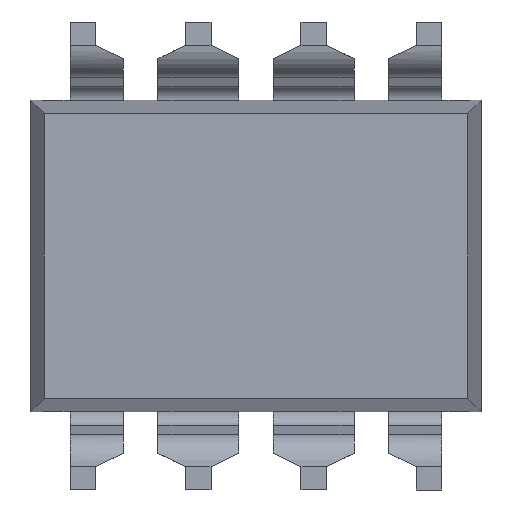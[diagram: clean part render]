
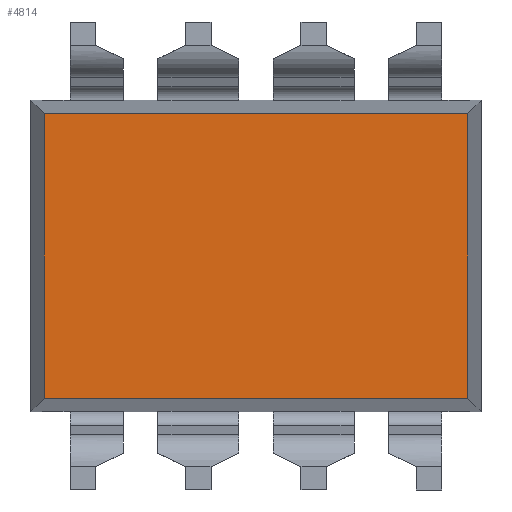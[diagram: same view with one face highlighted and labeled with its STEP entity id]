
A CAD part, front view. The second image highlights one B-rep face of the part: STEP entity #4814.
In plain terms, the highlighted planar face has unit normal (0, -1, 0).
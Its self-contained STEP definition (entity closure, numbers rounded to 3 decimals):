
#938 = DIRECTION ( 'NONE',  ( -1., 0., 0. ) ) ;
#939 = VECTOR ( 'NONE', #938, 1000. ) ;
#940 = CARTESIAN_POINT ( 'NONE',  ( -4.955, 0.51, 3.13 ) ) ;
#941 = LINE ( 'NONE', #940, #939 ) ;
#942 = CARTESIAN_POINT ( 'NONE',  ( -4.655, 0.51, 3.13 ) ) ;
#968 = CARTESIAN_POINT ( 'NONE',  ( 4.655, 0.51, 3.13 ) ) ;
#990 = DIRECTION ( 'NONE',  ( 0., 0., -1. ) ) ;
#991 = DIRECTION ( 'NONE',  ( 0., -1., 0. ) ) ;
#1019 = CARTESIAN_POINT ( 'NONE',  ( 4.955, 0.51, -3.43 ) ) ;
#1020 = AXIS2_PLACEMENT_3D ( 'NONE', #1019, #991, #990 ) ;
#1022 = PLANE ( 'NONE',  #1020 ) ;
#1037 = FACE_OUTER_BOUND ( 'NONE', #4815, .T. ) ;
#1096 = DIRECTION ( 'NONE',  ( 0., 0., 1. ) ) ;
#1097 = VECTOR ( 'NONE', #1096, 1000. ) ;
#1098 = CARTESIAN_POINT ( 'NONE',  ( 4.655, 0.51, 3.43 ) ) ;
#1099 = LINE ( 'NONE', #1098, #1097 ) ;
#1205 = DIRECTION ( 'NONE',  ( 0., 0., -1. ) ) ;
#1206 = VECTOR ( 'NONE', #1205, 1000. ) ;
#1207 = CARTESIAN_POINT ( 'NONE',  ( -4.655, 0.51, -3.43 ) ) ;
#1208 = LINE ( 'NONE', #1207, #1206 ) ;
#1297 = CARTESIAN_POINT ( 'NONE',  ( -4.655, 0.51, -3.13 ) ) ;
#1298 = DIRECTION ( 'NONE',  ( 1., 0., 0. ) ) ;
#1299 = VECTOR ( 'NONE', #1298, 1000. ) ;
#1300 = CARTESIAN_POINT ( 'NONE',  ( 4.955, 0.51, -3.13 ) ) ;
#1301 = LINE ( 'NONE', #1300, #1299 ) ;
#1302 = CARTESIAN_POINT ( 'NONE',  ( 4.655, 0.51, -3.13 ) ) ;
#4742 = VERTEX_POINT ( 'NONE', #968 ) ;
#4746 = ORIENTED_EDGE ( 'NONE', *, *, #4945, .T. ) ;
#4747 = ORIENTED_EDGE ( 'NONE', *, *, #4748, .T. ) ;
#4748 = EDGE_CURVE ( 'NONE', #4943, #4742, #1099, .T. ) ;
#4771 = VERTEX_POINT ( 'NONE', #942 ) ;
#4773 = EDGE_CURVE ( 'NONE', #4742, #4771, #941, .T. ) ;
#4814 = ADVANCED_FACE ( 'NONE', ( #1037 ), #1022, .T. ) ;
#4815 = EDGE_LOOP ( 'NONE', ( #4877, #4878, #4746, #4747 ) ) ;
#4877 = ORIENTED_EDGE ( 'NONE', *, *, #4773, .T. ) ;
#4878 = ORIENTED_EDGE ( 'NONE', *, *, #4879, .T. ) ;
#4879 = EDGE_CURVE ( 'NONE', #4771, #4946, #1208, .T. ) ;
#4943 = VERTEX_POINT ( 'NONE', #1302 ) ;
#4945 = EDGE_CURVE ( 'NONE', #4946, #4943, #1301, .T. ) ;
#4946 = VERTEX_POINT ( 'NONE', #1297 ) ;
